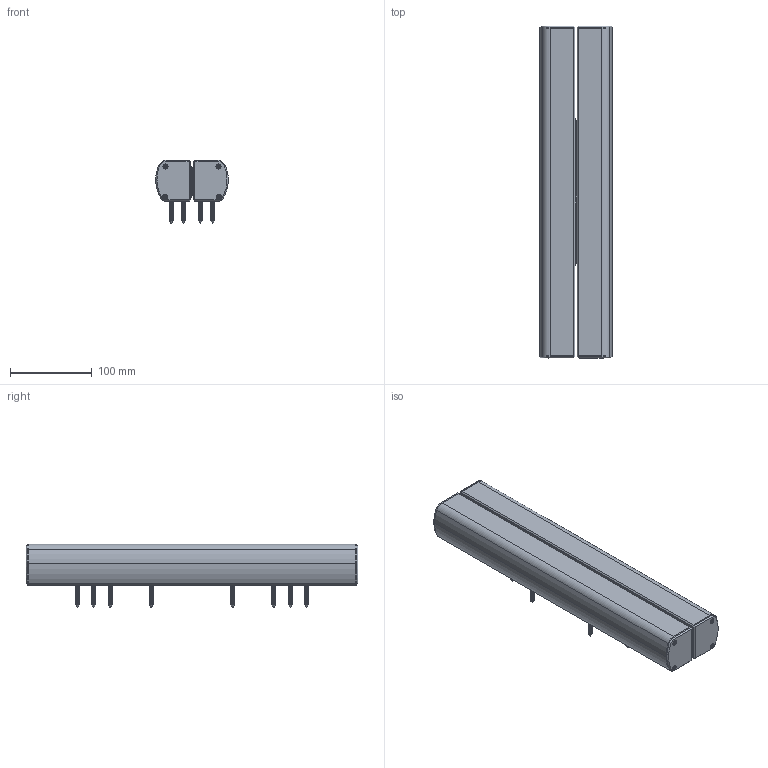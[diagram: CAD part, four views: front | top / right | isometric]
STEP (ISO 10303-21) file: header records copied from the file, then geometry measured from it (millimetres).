
FILE_DESCRIPTION (( 'STEP AP214' ), '1' );
FILE_NAME ('KLAK1400.STEP', '2024-07-24T07:27:21', ( '' ), ( '' ), 'SwSTEP 2.0', 'SolidWorks 2020', '' );
FILE_SCHEMA (( 'AUTOMOTIVE_DESIGN' ));
Length unit declared in the file: millimetre
Products named in the file (3): KLAK1400V_400_POS; KLAK1400CP_400_POS; KLAK1400
Assembly tree (2 placements, depth 2):
  KLAK1400
    KLAK1400V_400_POS
    KLAK1400CP_400_POS
Bounding box: 88.78 x 406 x 77.5 mm (x, y, z)
Volume: 639605.4 mm3; surface area: 465309.5 mm2
Topology: 40 solids, 40 shells, 2945 faces, 6856 edges, 3976 vertices
Faces by surface type: cone 1286, cylinder 848, plane 743, torus 28, bspline 24, sphere 16
Entity records: 117339 total; most frequent: CARTESIAN_POINT 16126, DIRECTION 15568, ORIENTED_EDGE 13616, EDGE_CURVE 6808, AXIS2_PLACEMENT_3D 6130, VERTEX_POINT 3976, VECTOR 3308, LINE 3308
